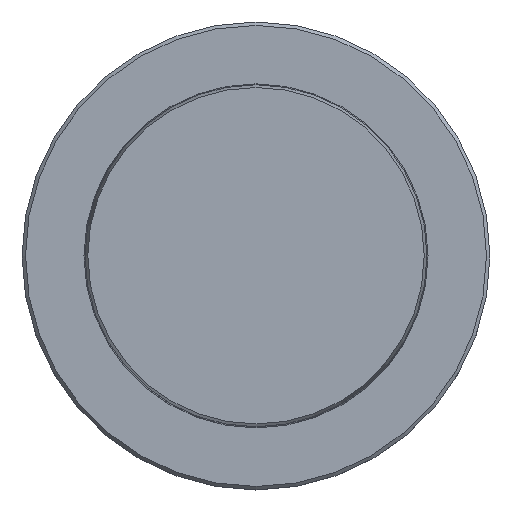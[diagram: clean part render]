
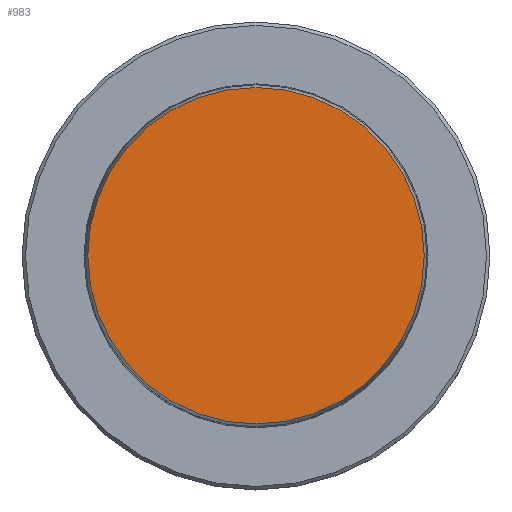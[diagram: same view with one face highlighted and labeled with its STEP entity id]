
A CAD part, top view. The second image highlights one B-rep face of the part: STEP entity #983.
In plain terms, the highlighted planar face has unit normal (0, 0, 1).
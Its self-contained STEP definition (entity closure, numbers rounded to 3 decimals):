
#201=PLANE('',#4975);
#983=ADVANCED_FACE('CU_VLE_SU_1',(#1316),#201,.T.);
#1316=FACE_OUTER_BOUND('',#1553,.T.);
#1553=EDGE_LOOP('',(#2272));
#1982=CIRCLE('',#4974,24.446);
#2272=ORIENTED_EDGE('',*,*,#4031,.T.);
#3549=VERTEX_POINT('',#7207);
#4031=EDGE_CURVE('',#3549,#3549,#1982,.T.);
#4974=AXIS2_PLACEMENT_3D('',#7206,#5594,#5595);
#4975=AXIS2_PLACEMENT_3D('',#7208,#5596,#5597);
#5594=DIRECTION('',(0.,0.,1.));
#5595=DIRECTION('',(1.,0.,0.));
#5596=DIRECTION('',(0.,0.,1.));
#5597=DIRECTION('',(1.,0.,0.));
#7206=CARTESIAN_POINT('',(0.,0.,18.));
#7207=CARTESIAN_POINT('',(24.446,0.,18.));
#7208=CARTESIAN_POINT('',(0.,0.,18.));
